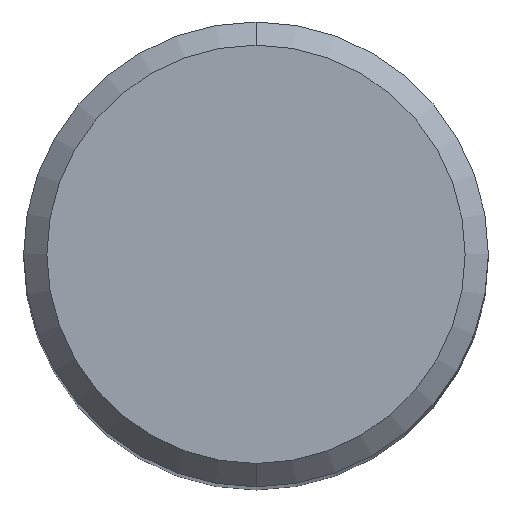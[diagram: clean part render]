
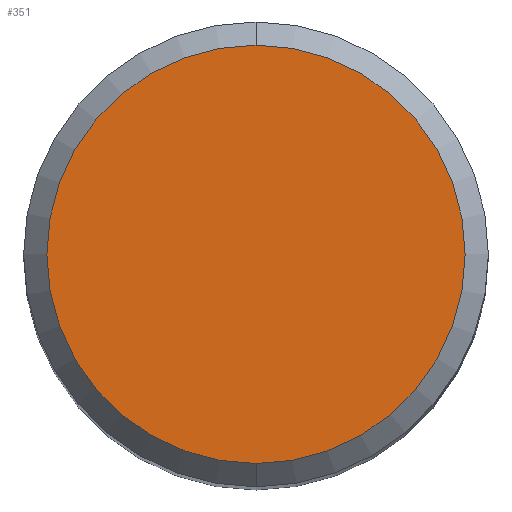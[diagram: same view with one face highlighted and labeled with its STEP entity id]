
A CAD part, top view. The second image highlights one B-rep face of the part: STEP entity #351.
In plain terms, the highlighted planar face has unit normal (0, 0, 1).
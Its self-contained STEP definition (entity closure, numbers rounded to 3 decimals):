
#237=VERTEX_POINT('',#549);
#251=EDGE_CURVE('',#237,#451,#563,.T.);
#351=ADVANCED_FACE('',(#670),#671,.T.);
#389=EDGE_CURVE('',#451,#237,#716,.T.);
#451=VERTEX_POINT('',#786);
#549=CARTESIAN_POINT('',(0.0,4.5,0.0));
#563=CIRCLE('',#1032,4.5);
#670=FACE_OUTER_BOUND('',#1266,.T.);
#671=PLANE('',#1267);
#716=CIRCLE('',#1353,4.5);
#786=CARTESIAN_POINT('',(0.,-4.5,0.0));
#1032=AXIS2_PLACEMENT_3D('',#1552,#1553,#1554);
#1266=EDGE_LOOP('',(#1665,#1666));
#1267=AXIS2_PLACEMENT_3D('',#1667,#1668,#1669);
#1353=AXIS2_PLACEMENT_3D('',#1743,#1744,#1745);
#1552=CARTESIAN_POINT('',(0.0,0.0,0.0));
#1553=DIRECTION('',(0.0,0.0,-1.0));
#1554=DIRECTION('',(0.0,1.0,0.0));
#1665=ORIENTED_EDGE('',*,*,#251,.F.);
#1666=ORIENTED_EDGE('',*,*,#389,.F.);
#1667=CARTESIAN_POINT('',(0.0,2.25,0.0));
#1668=DIRECTION('',(-0.0,0.0,1.0));
#1669=DIRECTION('',(0.0,-1.0,0.0));
#1743=CARTESIAN_POINT('',(0.0,0.0,0.0));
#1744=DIRECTION('',(0.0,0.0,-1.0));
#1745=DIRECTION('',(0.0,1.0,0.0));
